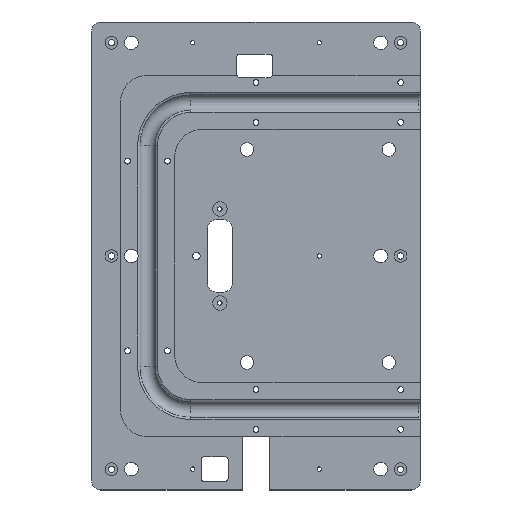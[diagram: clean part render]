
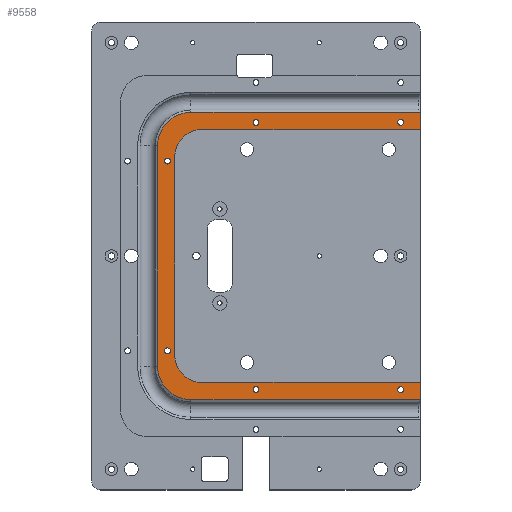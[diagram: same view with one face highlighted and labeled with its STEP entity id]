
A CAD part, top view. The second image highlights one B-rep face of the part: STEP entity #9558.
In plain terms, the highlighted planar face has unit normal (0, 0, 1).
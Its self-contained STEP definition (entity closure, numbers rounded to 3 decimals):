
#2866=CARTESIAN_POINT('Vertex',(91.,-70.,14.5)) ;
#2880=CARTESIAN_POINT('Vertex',(-30.,-70.,14.5)) ;
#2883=CARTESIAN_POINT('Line Origine',(30.5,-70.,14.5)) ;
#3471=CARTESIAN_POINT('Vertex',(-45.,-55.,14.5)) ;
#3474=CARTESIAN_POINT('Axis2P3D Location',(-30.,-55.,14.5)) ;
#3502=CARTESIAN_POINT('Vertex',(-45.,55.,14.5)) ;
#3505=CARTESIAN_POINT('Line Origine',(-45.,0.,14.5)) ;
#3533=CARTESIAN_POINT('Vertex',(-30.,70.,14.5)) ;
#3536=CARTESIAN_POINT('Axis2P3D Location',(-30.,55.,14.5)) ;
#5278=CARTESIAN_POINT('Vertex',(91.,70.,14.5)) ;
#5281=CARTESIAN_POINT('Line Origine',(30.5,70.,14.5)) ;
#5737=CARTESIAN_POINT('Vertex',(81.621,74.,14.5)) ;
#5751=CARTESIAN_POINT('Vertex',(78.379,74.,14.5)) ;
#5754=CARTESIAN_POINT('Axis2P3D Location',(80.,74.,14.5)) ;
#5771=CARTESIAN_POINT('Axis2P3D Location',(80.,74.,14.5)) ;
#7515=CARTESIAN_POINT('Vertex',(78.379,-74.,14.5)) ;
#7529=CARTESIAN_POINT('Vertex',(81.621,-74.,14.5)) ;
#7532=CARTESIAN_POINT('Axis2P3D Location',(80.,-74.,14.5)) ;
#7549=CARTESIAN_POINT('Axis2P3D Location',(80.,-74.,14.5)) ;
#7686=CARTESIAN_POINT('Vertex',(-50.621,52.5,14.5)) ;
#7700=CARTESIAN_POINT('Vertex',(-47.379,52.5,14.5)) ;
#7703=CARTESIAN_POINT('Axis2P3D Location',(-49.,52.5,14.5)) ;
#7720=CARTESIAN_POINT('Axis2P3D Location',(-49.,52.5,14.5)) ;
#7743=CARTESIAN_POINT('Vertex',(-50.621,-52.5,14.5)) ;
#7757=CARTESIAN_POINT('Vertex',(-47.379,-52.5,14.5)) ;
#7760=CARTESIAN_POINT('Axis2P3D Location',(-49.,-52.5,14.5)) ;
#7777=CARTESIAN_POINT('Axis2P3D Location',(-49.,-52.5,14.5)) ;
#8627=CARTESIAN_POINT('Vertex',(1.621,74.,14.5)) ;
#8630=CARTESIAN_POINT('Axis2P3D Location',(0.,74.,14.5)) ;
#8634=CARTESIAN_POINT('Vertex',(-1.621,74.,14.5)) ;
#8649=CARTESIAN_POINT('Axis2P3D Location',(0.,74.,14.5)) ;
#8670=CARTESIAN_POINT('Vertex',(1.621,-74.,14.5)) ;
#8673=CARTESIAN_POINT('Axis2P3D Location',(0.,-74.,14.5)) ;
#8677=CARTESIAN_POINT('Vertex',(-1.621,-74.,14.5)) ;
#8692=CARTESIAN_POINT('Axis2P3D Location',(0.,-74.,14.5)) ;
#9345=CARTESIAN_POINT('Vertex',(91.,79.472,14.5)) ;
#9348=CARTESIAN_POINT('Line Origine',(91.,74.736,14.5)) ;
#9353=CARTESIAN_POINT('Line Origine',(91.,-74.736,14.5)) ;
#9357=CARTESIAN_POINT('Vertex',(91.,-79.472,14.5)) ;
#9482=CARTESIAN_POINT('Axis2P3D Location',(0.,0.,14.5)) ;
#9487=CARTESIAN_POINT('Line Origine',(27.5,79.472,14.5)) ;
#9491=CARTESIAN_POINT('Vertex',(-36.,79.472,14.5)) ;
#9494=CARTESIAN_POINT('Axis2P3D Location',(-36.,61.,14.5)) ;
#9498=CARTESIAN_POINT('Vertex',(-54.472,61.,14.5)) ;
#9501=CARTESIAN_POINT('Line Origine',(-54.472,0.,14.5)) ;
#9505=CARTESIAN_POINT('Vertex',(-54.472,-61.,14.5)) ;
#9508=CARTESIAN_POINT('Axis2P3D Location',(-36.,-61.,14.5)) ;
#9512=CARTESIAN_POINT('Vertex',(-36.,-79.472,14.5)) ;
#9515=CARTESIAN_POINT('Line Origine',(27.5,-79.472,14.5)) ;
#2884=DIRECTION('Vector Direction',(-1.,0.,0.)) ;
#3475=DIRECTION('Axis2P3D Direction',(0.,0.,1.)) ;
#3506=DIRECTION('Vector Direction',(0.,1.,0.)) ;
#3537=DIRECTION('Axis2P3D Direction',(0.,0.,1.)) ;
#5282=DIRECTION('Vector Direction',(-1.,0.,0.)) ;
#5755=DIRECTION('Axis2P3D Direction',(0.,-0.,-1.)) ;
#5772=DIRECTION('Axis2P3D Direction',(0.,-0.,-1.)) ;
#7533=DIRECTION('Axis2P3D Direction',(0.,-0.,-1.)) ;
#7550=DIRECTION('Axis2P3D Direction',(0.,-0.,-1.)) ;
#7704=DIRECTION('Axis2P3D Direction',(0.,-0.,-1.)) ;
#7721=DIRECTION('Axis2P3D Direction',(0.,-0.,-1.)) ;
#7761=DIRECTION('Axis2P3D Direction',(0.,-0.,-1.)) ;
#7778=DIRECTION('Axis2P3D Direction',(0.,-0.,-1.)) ;
#8631=DIRECTION('Axis2P3D Direction',(0.,-0.,-1.)) ;
#8650=DIRECTION('Axis2P3D Direction',(0.,-0.,-1.)) ;
#8674=DIRECTION('Axis2P3D Direction',(0.,-0.,-1.)) ;
#8693=DIRECTION('Axis2P3D Direction',(0.,-0.,-1.)) ;
#9349=DIRECTION('Vector Direction',(0.,1.,0.)) ;
#9354=DIRECTION('Vector Direction',(0.,1.,0.)) ;
#9483=DIRECTION('Axis2P3D Direction',(0.,0.,1.)) ;
#9484=DIRECTION('Axis2P3D XDirection',(1.,0.,0.)) ;
#9488=DIRECTION('Vector Direction',(1.,0.,0.)) ;
#9495=DIRECTION('Axis2P3D Direction',(0.,0.,1.)) ;
#9502=DIRECTION('Vector Direction',(0.,1.,0.)) ;
#9509=DIRECTION('Axis2P3D Direction',(0.,0.,1.)) ;
#9516=DIRECTION('Vector Direction',(-1.,0.,0.)) ;
#3476=AXIS2_PLACEMENT_3D('Circle Axis2P3D',#3474,#3475,$) ;
#3538=AXIS2_PLACEMENT_3D('Circle Axis2P3D',#3536,#3537,$) ;
#5756=AXIS2_PLACEMENT_3D('Circle Axis2P3D',#5754,#5755,$) ;
#5773=AXIS2_PLACEMENT_3D('Circle Axis2P3D',#5771,#5772,$) ;
#7534=AXIS2_PLACEMENT_3D('Circle Axis2P3D',#7532,#7533,$) ;
#7551=AXIS2_PLACEMENT_3D('Circle Axis2P3D',#7549,#7550,$) ;
#7705=AXIS2_PLACEMENT_3D('Circle Axis2P3D',#7703,#7704,$) ;
#7722=AXIS2_PLACEMENT_3D('Circle Axis2P3D',#7720,#7721,$) ;
#7762=AXIS2_PLACEMENT_3D('Circle Axis2P3D',#7760,#7761,$) ;
#7779=AXIS2_PLACEMENT_3D('Circle Axis2P3D',#7777,#7778,$) ;
#8632=AXIS2_PLACEMENT_3D('Circle Axis2P3D',#8630,#8631,$) ;
#8651=AXIS2_PLACEMENT_3D('Circle Axis2P3D',#8649,#8650,$) ;
#8675=AXIS2_PLACEMENT_3D('Circle Axis2P3D',#8673,#8674,$) ;
#8694=AXIS2_PLACEMENT_3D('Circle Axis2P3D',#8692,#8693,$) ;
#9485=AXIS2_PLACEMENT_3D('Plane Axis2P3D',#9482,#9483,#9484) ;
#9496=AXIS2_PLACEMENT_3D('Circle Axis2P3D',#9494,#9495,$) ;
#9510=AXIS2_PLACEMENT_3D('Circle Axis2P3D',#9508,#9509,$) ;
#9521=ORIENTED_EDGE('',*,*,#9359,.T.) ;
#9522=ORIENTED_EDGE('',*,*,#2887,.T.) ;
#9523=ORIENTED_EDGE('',*,*,#3478,.T.) ;
#9524=ORIENTED_EDGE('',*,*,#3509,.T.) ;
#9525=ORIENTED_EDGE('',*,*,#3540,.T.) ;
#9526=ORIENTED_EDGE('',*,*,#5285,.T.) ;
#9527=ORIENTED_EDGE('',*,*,#9352,.T.) ;
#9528=ORIENTED_EDGE('',*,*,#9493,.F.) ;
#9529=ORIENTED_EDGE('',*,*,#9500,.F.) ;
#9530=ORIENTED_EDGE('',*,*,#9507,.F.) ;
#9531=ORIENTED_EDGE('',*,*,#9514,.F.) ;
#9532=ORIENTED_EDGE('',*,*,#9519,.F.) ;
#9535=ORIENTED_EDGE('',*,*,#8679,.F.) ;
#9536=ORIENTED_EDGE('',*,*,#8696,.F.) ;
#9539=ORIENTED_EDGE('',*,*,#7553,.F.) ;
#9540=ORIENTED_EDGE('',*,*,#7536,.F.) ;
#9543=ORIENTED_EDGE('',*,*,#8636,.F.) ;
#9544=ORIENTED_EDGE('',*,*,#8653,.F.) ;
#9547=ORIENTED_EDGE('',*,*,#5775,.F.) ;
#9548=ORIENTED_EDGE('',*,*,#5758,.F.) ;
#9551=ORIENTED_EDGE('',*,*,#7707,.F.) ;
#9552=ORIENTED_EDGE('',*,*,#7724,.F.) ;
#9555=ORIENTED_EDGE('',*,*,#7764,.F.) ;
#9556=ORIENTED_EDGE('',*,*,#7781,.F.) ;
#9537=FACE_BOUND('',#9534,.T.) ;
#9541=FACE_BOUND('',#9538,.T.) ;
#9545=FACE_BOUND('',#9542,.T.) ;
#9549=FACE_BOUND('',#9546,.T.) ;
#9553=FACE_BOUND('',#9550,.T.) ;
#9557=FACE_BOUND('',#9554,.T.) ;
#2885=VECTOR('Line Direction',#2884,1.) ;
#3507=VECTOR('Line Direction',#3506,1.) ;
#5283=VECTOR('Line Direction',#5282,1.) ;
#9350=VECTOR('Line Direction',#9349,1.) ;
#9355=VECTOR('Line Direction',#9354,1.) ;
#9489=VECTOR('Line Direction',#9488,1.) ;
#9503=VECTOR('Line Direction',#9502,1.) ;
#9517=VECTOR('Line Direction',#9516,1.) ;
#9558=ADVANCED_FACE('Corps principal',(#9533,#9537,#9541,#9545,#9549,#9553,#9557),#9486,.T.) ;
#3477=CIRCLE('generated circle',#3476,15.) ;
#3539=CIRCLE('generated circle',#3538,15.) ;
#5757=CIRCLE('generated circle',#5756,1.621) ;
#5774=CIRCLE('generated circle',#5773,1.621) ;
#7535=CIRCLE('generated circle',#7534,1.621) ;
#7552=CIRCLE('generated circle',#7551,1.621) ;
#7706=CIRCLE('generated circle',#7705,1.621) ;
#7723=CIRCLE('generated circle',#7722,1.621) ;
#7763=CIRCLE('generated circle',#7762,1.621) ;
#7780=CIRCLE('generated circle',#7779,1.621) ;
#8633=CIRCLE('generated circle',#8632,1.621) ;
#8652=CIRCLE('generated circle',#8651,1.621) ;
#8676=CIRCLE('generated circle',#8675,1.621) ;
#8695=CIRCLE('generated circle',#8694,1.621) ;
#9497=CIRCLE('generated circle',#9496,18.472) ;
#9511=CIRCLE('generated circle',#9510,18.472) ;
#2887=EDGE_CURVE('',#2867,#2881,#2886,.T.) ;
#3478=EDGE_CURVE('',#2881,#3472,#3477,.F.) ;
#3509=EDGE_CURVE('',#3472,#3503,#3508,.T.) ;
#3540=EDGE_CURVE('',#3503,#3534,#3539,.F.) ;
#5285=EDGE_CURVE('',#3534,#5279,#5284,.F.) ;
#5758=EDGE_CURVE('',#5752,#5738,#5757,.F.) ;
#5775=EDGE_CURVE('',#5738,#5752,#5774,.F.) ;
#7536=EDGE_CURVE('',#7530,#7516,#7535,.F.) ;
#7553=EDGE_CURVE('',#7516,#7530,#7552,.F.) ;
#7707=EDGE_CURVE('',#7701,#7687,#7706,.F.) ;
#7724=EDGE_CURVE('',#7687,#7701,#7723,.F.) ;
#7764=EDGE_CURVE('',#7758,#7744,#7763,.F.) ;
#7781=EDGE_CURVE('',#7744,#7758,#7780,.F.) ;
#8636=EDGE_CURVE('',#8628,#8635,#8633,.F.) ;
#8653=EDGE_CURVE('',#8635,#8628,#8652,.F.) ;
#8679=EDGE_CURVE('',#8671,#8678,#8676,.F.) ;
#8696=EDGE_CURVE('',#8678,#8671,#8695,.F.) ;
#9352=EDGE_CURVE('',#5279,#9346,#9351,.T.) ;
#9359=EDGE_CURVE('',#9358,#2867,#9356,.T.) ;
#9493=EDGE_CURVE('',#9492,#9346,#9490,.T.) ;
#9500=EDGE_CURVE('',#9499,#9492,#9497,.F.) ;
#9507=EDGE_CURVE('',#9506,#9499,#9504,.T.) ;
#9514=EDGE_CURVE('',#9513,#9506,#9511,.F.) ;
#9519=EDGE_CURVE('',#9358,#9513,#9518,.T.) ;
#9520=EDGE_LOOP('',(#9521,#9522,#9523,#9524,#9525,#9526,#9527,#9528,#9529,#9530,#9531,#9532)) ;
#9534=EDGE_LOOP('',(#9535,#9536)) ;
#9538=EDGE_LOOP('',(#9539,#9540)) ;
#9542=EDGE_LOOP('',(#9543,#9544)) ;
#9546=EDGE_LOOP('',(#9547,#9548)) ;
#9550=EDGE_LOOP('',(#9551,#9552)) ;
#9554=EDGE_LOOP('',(#9555,#9556)) ;
#9533=FACE_OUTER_BOUND('',#9520,.T.) ;
#2886=LINE('Line',#2883,#2885) ;
#3508=LINE('Line',#3505,#3507) ;
#5284=LINE('Line',#5281,#5283) ;
#9351=LINE('Line',#9348,#9350) ;
#9356=LINE('Line',#9353,#9355) ;
#9490=LINE('Line',#9487,#9489) ;
#9504=LINE('Line',#9501,#9503) ;
#9518=LINE('Line',#9515,#9517) ;
#9486=PLANE('',#9485) ;
#2867=VERTEX_POINT('',#2866) ;
#2881=VERTEX_POINT('',#2880) ;
#3472=VERTEX_POINT('',#3471) ;
#3503=VERTEX_POINT('',#3502) ;
#3534=VERTEX_POINT('',#3533) ;
#5279=VERTEX_POINT('',#5278) ;
#5738=VERTEX_POINT('',#5737) ;
#5752=VERTEX_POINT('',#5751) ;
#7516=VERTEX_POINT('',#7515) ;
#7530=VERTEX_POINT('',#7529) ;
#7687=VERTEX_POINT('',#7686) ;
#7701=VERTEX_POINT('',#7700) ;
#7744=VERTEX_POINT('',#7743) ;
#7758=VERTEX_POINT('',#7757) ;
#8628=VERTEX_POINT('',#8627) ;
#8635=VERTEX_POINT('',#8634) ;
#8671=VERTEX_POINT('',#8670) ;
#8678=VERTEX_POINT('',#8677) ;
#9346=VERTEX_POINT('',#9345) ;
#9358=VERTEX_POINT('',#9357) ;
#9492=VERTEX_POINT('',#9491) ;
#9499=VERTEX_POINT('',#9498) ;
#9506=VERTEX_POINT('',#9505) ;
#9513=VERTEX_POINT('',#9512) ;
